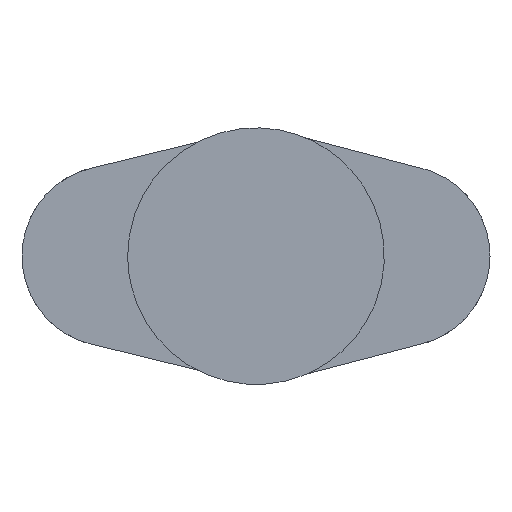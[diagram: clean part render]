
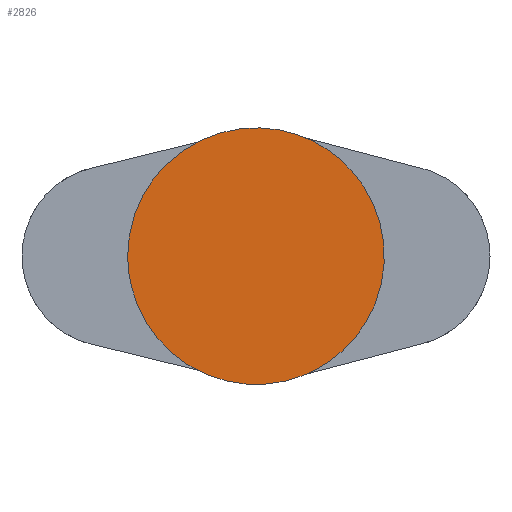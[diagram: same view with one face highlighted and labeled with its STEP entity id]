
A CAD part, front view. The second image highlights one B-rep face of the part: STEP entity #2826.
In plain terms, the highlighted free-form (B-spline) face has degree [1, 1] with [2, 2] control points.
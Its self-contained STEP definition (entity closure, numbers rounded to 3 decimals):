
#2768 = VERTEX_POINT('',#2769);
#2769 = CARTESIAN_POINT('',(108.758,45.331,
    -59.098));
#2774 = EDGE_CURVE('',#2768,#2768,#2775,.T.);
#2775 = ( BOUNDED_CURVE() B_SPLINE_CURVE(2,(#2776,#2777,#2778,#2779,
#2780,#2781,#2782),.UNSPECIFIED.,.T.,.F.) B_SPLINE_CURVE_WITH_KNOTS((3,2
    ,2,3),(3.142,5.236,7.33,9.425),
.PIECEWISE_BEZIER_KNOTS.) CURVE() GEOMETRIC_REPRESENTATION_ITEM() 
RATIONAL_B_SPLINE_CURVE((1.,0.5,1.,0.5,1.,0.5,1.)) REPRESENTATION_ITEM(
  '') );
#2776 = CARTESIAN_POINT('',(108.758,45.331,
    -59.098));
#2777 = CARTESIAN_POINT('',(108.758,45.331,
    -39.602));
#2778 = CARTESIAN_POINT('',(125.643,45.331,
    -49.35));
#2779 = CARTESIAN_POINT('',(142.527,45.331,
    -59.098));
#2780 = CARTESIAN_POINT('',(125.643,45.331,
    -68.847));
#2781 = CARTESIAN_POINT('',(108.758,45.331,
    -78.595));
#2782 = CARTESIAN_POINT('',(108.758,45.331,
    -59.098));
#2826 = ADVANCED_FACE('',(#2827),#2830,.F.);
#2827 = FACE_BOUND('',#2828,.T.);
#2828 = EDGE_LOOP('',(#2829));
#2829 = ORIENTED_EDGE('',*,*,#2774,.F.);
#2830 = B_SPLINE_SURFACE_WITH_KNOTS('',1,1,(
    (#2831,#2832)
    ,(#2833,#2834
    )),.UNSPECIFIED.,.F.,.F.,.F.,(2,2),(2,2),(-8.5,8.5),(-8.5,8.5),
  .PIECEWISE_BEZIER_KNOTS.);
#2831 = CARTESIAN_POINT('',(108.758,45.331,
    -47.842));
#2832 = CARTESIAN_POINT('',(108.758,45.331,
    -70.355));
#2833 = CARTESIAN_POINT('',(131.271,45.331,
    -47.842));
#2834 = CARTESIAN_POINT('',(131.271,45.331,
    -70.355));
